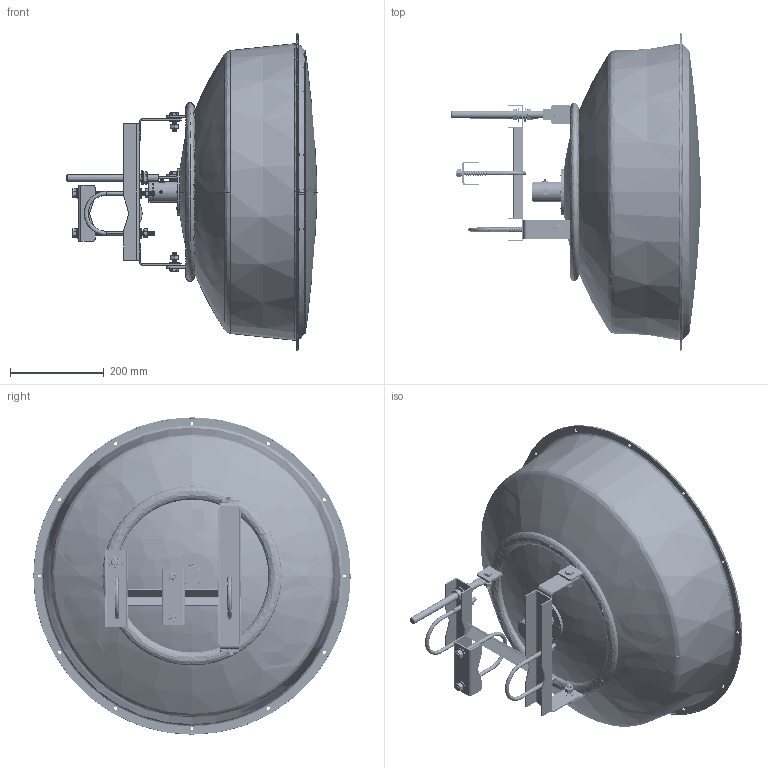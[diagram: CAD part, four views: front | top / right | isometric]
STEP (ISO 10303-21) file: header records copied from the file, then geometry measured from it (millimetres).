
FILE_DESCRIPTION (( 'STEP AP214' ), '1' );
FILE_NAME ('HG4971DP-30DD-RSP_3D.step', '2023-03-15T18:06:51', ( '' ), ( '' ), 'SwSTEP 2.0', 'SolidWorks 2022', '' );
FILE_SCHEMA (( 'AUTOMOTIVE_DESIGN' ));
Length unit declared in the file: inch
Products named in the file (49): MHA0145_06PB2_FANSHEMIAN_1; RPSMA10004_30P_JIETOU_RPSMA_1; ANT4958D29P-DP--M10LM_5_1; ANT4958D29P-DP--M10LM_4_1; ANT4958D29P-DP--M10PINGJIE_4_1; ANT4958D29P-DP--ULD_3; ANT4958D29P-DP--ULD_2_1; ANT4958D29P-DP--M10LM_2_1; ANT4958D29P-DP--M10PINGJIE_2_1; ANT4958D29P-DP--M10LD_1_1; 06PG5_DAICAO_LUGUAN_L215_1; ANT4958D29P-DP--JIAMA_1; 30P_DAICAO_FALAN_1; ANT4958D29P-DP--M10LM_6_1; ANT4958D29P-DP--M10PINGJIE_1_1; ANT4958D29P-DP--M10PINGJIE_5_1; 06-ANZHUANG_JIAMA_1; ANT4958D29P-DP--M16PINGJIE_1_1; MHC0054_P6YUANPIAN_1; ANT4958D29P-DP--M10LM_1_1; ANT4958D29P-DP--M10PINGJIE_7_1; MHE0007_ANZHUANG_JIAMA_1; ANT4958D29P-DP--M10LM_9; ILS-100-03_FLAT; M4X15_15; ANT4958D29P-DP--ULD_1_1; SHUIPINGYI_40X10_2; ANT4958D29P-DP--M16LM_1_1; ANT4958D29P-DP--M10LM_7_1; 30P_KUIYUAN_1; GUO_FALAN_1; ANT4958D29P-DP--LUOGAN_1; ANT4958D29P-DP--M16PINGJIE_2; ANT4958D29P-DP--M10PINGJIE_3_1; ANT4958D29P-DP--M10PINGJIE_9; ANT4958D29P-DP--M16LM_2; MPC0323_30P6LIANJIEDAO_1; ANT4958D29P-DP--M10LD_3; ANT4958D29P-DP--M10PINGJIE_6_1; RPSMA10004_30P_JIETOU_RPSMA ...
Assembly tree (48 placements, depth 3):
  HG4971DP-30DD-RSP_3D
    06-ANZHUANG_JIAMA_1
      06PB-GAI_1
      ANT4958D29P-DP--JIAMA_1
      ANT4958D29P-DP--LUOGAN_1
      ANT4958D29P-DP--M10LD_3
      ANT4958D29P-DP--M10LD_1_1
      ANT4958D29P-DP--M10LD_2_1
      ANT4958D29P-DP--M10LM_9
      ANT4958D29P-DP--M10LM_1_1
      ANT4958D29P-DP--M10LM_2_1
      ANT4958D29P-DP--M10LM_3_1
      ANT4958D29P-DP--M10LM_4_1
      ANT4958D29P-DP--M10LM_5_1
      ANT4958D29P-DP--M10LM_6_1
      ANT4958D29P-DP--M10LM_7_1
      ANT4958D29P-DP--M10LM_8_1
      ANT4958D29P-DP--M10PINGJIE_9
      ANT4958D29P-DP--M10PINGJIE_1_1
      ANT4958D29P-DP--M10PINGJIE_2_1
      ANT4958D29P-DP--M10PINGJIE_3_1
      ANT4958D29P-DP--M10PINGJIE_4_1
      ANT4958D29P-DP--M10PINGJIE_5_1
      ANT4958D29P-DP--M10PINGJIE_6_1
      ANT4958D29P-DP--M10PINGJIE_7_1
      ANT4958D29P-DP--M10PINGJIE_8_1
      ANT4958D29P-DP--M16LM_2
      ANT4958D29P-DP--M16LM_1_1
      ANT4958D29P-DP--M16PINGJIE_2
      ANT4958D29P-DP--M16PINGJIE_1_1
      ANT4958D29P-DP--ULD_3
      ANT4958D29P-DP--ULD_1_1
      ANT4958D29P-DP--ULD_2_1
      M4X15_15
      M4X15_1_2
      M4X15_2_2
      M4X15_3_2
      MHE0007_ANZHUANG_JIAMA_1
    30P_KUIYUAN_1
      06PG5_DAICAO_LUGUAN_L215_1
      30P_DAICAO_FALAN_1
      MHC0054_P6YUANPIAN_1
      MPC0323_30P6LIANJIEDAO_1
      RPSMA10004_30P_JIETOU_RPSMA
      RPSMA10004_30P_JIETOU_RPSMA_1
      SHUIPINGYI_40X10_2
    GUO_FALAN_1
    MHA0145_06PB2_FANSHEMIAN_1
    ILS-100-03_FLAT
Bounding box: 533.8 x 676.81 x 676.81 mm (x, y, z)
Volume: 2104916.6 mm3; surface area: 2589732.1 mm2
Topology: 51 solids, 93 shells, 2658 faces, 7827 edges, 5330 vertices
Faces by surface type: cylinder 978, plane 702, bspline 581, cone 397
Entity records: 187468 total; most frequent: CARTESIAN_POINT 117904, ORIENTED_EDGE 15462, DIRECTION 9675, EDGE_CURVE 7813, VERTEX_POINT 5330, B_SPLINE_CURVE_WITH_KNOTS 3974, AXIS2_PLACEMENT_3D 3822, EDGE_LOOP 2957
